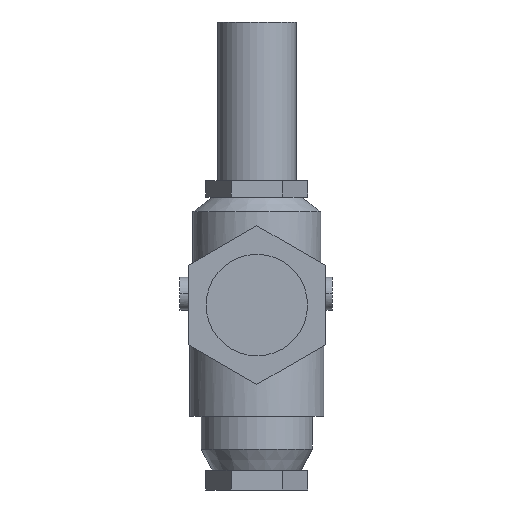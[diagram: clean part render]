
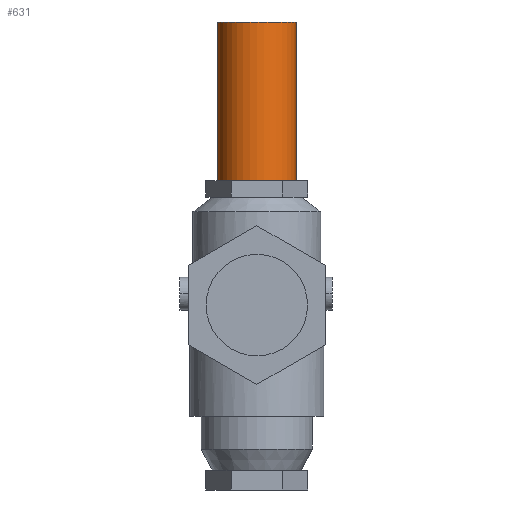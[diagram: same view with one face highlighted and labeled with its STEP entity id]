
A CAD part, left-side view. The second image highlights one B-rep face of the part: STEP entity #631.
In plain terms, the highlighted cylindrical face has radius 24 mm (diameter 48 mm), a partial arc.
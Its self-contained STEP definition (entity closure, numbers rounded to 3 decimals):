
#523=EDGE_CURVE('',#561,#609,#1422,.T.);
#561=VERTEX_POINT('',#1465);
#573=VERTEX_POINT('',#1479);
#609=VERTEX_POINT('',#1519);
#631=ADVANCED_FACE('',(#1541),#1542,.T.);
#1005=EDGE_CURVE('',#573,#561,#1953,.T.);
#1115=VERTEX_POINT('',#2077);
#1303=EDGE_CURVE('',#609,#1115,#2285,.T.);
#1313=EDGE_CURVE('',#1115,#573,#2297,.T.);
#1422=CIRCLE('',#2539,24.0);
#1465=CARTESIAN_POINT('',(0.0,24.0,173.0));
#1479=CARTESIAN_POINT('',(0.0,24.0,76.0));
#1519=CARTESIAN_POINT('',(0.,-24.0,173.0));
#1541=FACE_OUTER_BOUND('',#2818,.T.);
#1542=CYLINDRICAL_SURFACE('',#2819,24.0);
#1953=LINE('',#3925,#3926);
#2077=CARTESIAN_POINT('',(0.,-24.0,76.0));
#2285=LINE('',#4628,#4629);
#2297=CIRCLE('',#4646,24.0);
#2539=AXIS2_PLACEMENT_3D('',#4760,#4761,#4762);
#2818=EDGE_LOOP('',(#4899,#4900,#4901,#4902));
#2819=AXIS2_PLACEMENT_3D('',#4903,#4904,#4905);
#3925=CARTESIAN_POINT('',(0.,24.0,162.5));
#3926=VECTOR('',#5357,1.0);
#4628=CARTESIAN_POINT('',(0.,-24.0,162.5));
#4629=VECTOR('',#5749,1.0);
#4646=AXIS2_PLACEMENT_3D('',#5764,#5765,#5766);
#4760=CARTESIAN_POINT('',(0.0,0.0,173.0));
#4761=DIRECTION('',(0.0,0.0,1.0));
#4762=DIRECTION('',(0.0,1.0,0.0));
#4899=ORIENTED_EDGE('',*,*,#1005,.F.);
#4900=ORIENTED_EDGE('',*,*,#1313,.F.);
#4901=ORIENTED_EDGE('',*,*,#1303,.F.);
#4902=ORIENTED_EDGE('',*,*,#523,.F.);
#4903=CARTESIAN_POINT('',(0.0,0.0,162.5));
#4904=DIRECTION('',(0.0,0.0,-1.0));
#4905=DIRECTION('',(0.0,1.0,0.0));
#5357=DIRECTION('',(0.0,0.0,1.0));
#5749=DIRECTION('',(0.0,0.0,-1.0));
#5764=CARTESIAN_POINT('',(0.0,0.0,76.0));
#5765=DIRECTION('',(0.0,0.0,-1.0));
#5766=DIRECTION('',(0.0,1.0,0.0));
